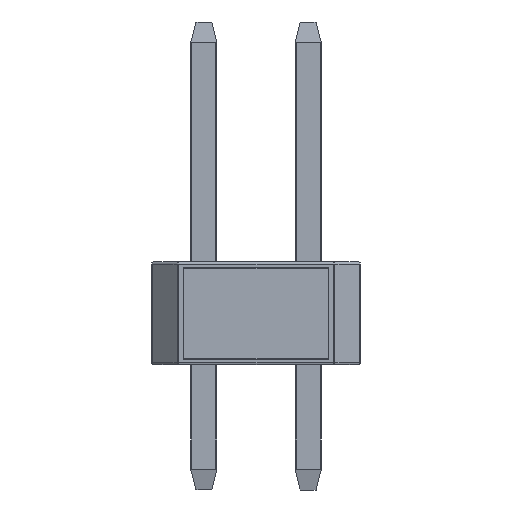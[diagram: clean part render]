
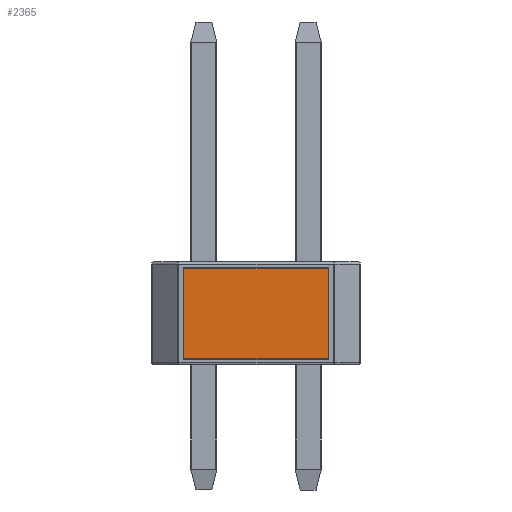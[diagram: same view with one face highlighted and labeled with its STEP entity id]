
A CAD part, left-side view. The second image highlights one B-rep face of the part: STEP entity #2365.
In plain terms, the highlighted planar face has unit normal (-1, 0, 0).
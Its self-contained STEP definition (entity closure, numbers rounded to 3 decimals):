
#414=FACE_OUTER_BOUND('',#540,.T.);
#540=EDGE_LOOP('',(#1942,#1943,#1944,#1945));
#679=LINE('',#3680,#895);
#680=LINE('',#3685,#896);
#683=LINE('',#3693,#899);
#685=LINE('',#3696,#901);
#895=VECTOR('',#2935,10.);
#896=VECTOR('',#2940,10.);
#899=VECTOR('',#2949,10.);
#901=VECTOR('',#2953,10.);
#1092=VERTEX_POINT('',#3677);
#1093=VERTEX_POINT('',#3679);
#1094=VERTEX_POINT('',#3683);
#1095=VERTEX_POINT('',#3684);
#1308=EDGE_CURVE('',#1093,#1092,#679,.T.);
#1310=EDGE_CURVE('',#1094,#1095,#680,.T.);
#1315=EDGE_CURVE('',#1092,#1094,#683,.T.);
#1317=EDGE_CURVE('',#1095,#1093,#685,.T.);
#1942=ORIENTED_EDGE('',*,*,#1315,.T.);
#1943=ORIENTED_EDGE('',*,*,#1310,.T.);
#1944=ORIENTED_EDGE('',*,*,#1317,.T.);
#1945=ORIENTED_EDGE('',*,*,#1308,.T.);
#2128=PLANE('',#2611);
#2365=ADVANCED_FACE('',(#414),#2128,.T.);
#2611=AXIS2_PLACEMENT_3D('',#3894,#3204,#3205);
#2935=DIRECTION('',(0.,1.,0.));
#2940=DIRECTION('',(0.,-1.,0.));
#2949=DIRECTION('',(0.,0.,-1.));
#2953=DIRECTION('',(0.,0.,1.));
#3204=DIRECTION('center_axis',(-1.,0.,0.));
#3205=DIRECTION('ref_axis',(0.,0.,1.));
#3677=CARTESIAN_POINT('',(-1.27,3.023,2.35));
#3679=CARTESIAN_POINT('',(-1.27,-0.488,2.35));
#3680=CARTESIAN_POINT('',(-1.27,3.023,2.35));
#3683=CARTESIAN_POINT('',(-1.27,3.023,0.15));
#3684=CARTESIAN_POINT('',(-1.27,-0.488,0.15));
#3685=CARTESIAN_POINT('',(-1.27,-0.488,0.15));
#3693=CARTESIAN_POINT('',(-1.27,3.023,0.15));
#3696=CARTESIAN_POINT('',(-1.27,-0.488,2.35));
#3894=CARTESIAN_POINT('Origin',(-1.27,1.268,1.25));
